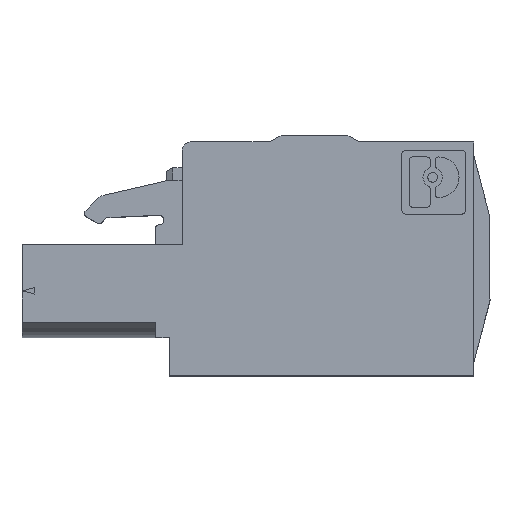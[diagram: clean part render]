
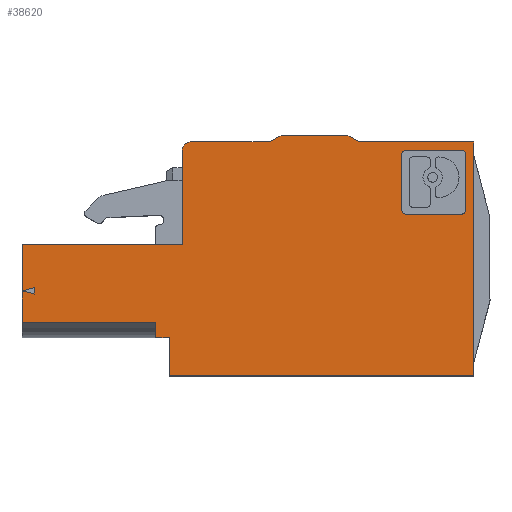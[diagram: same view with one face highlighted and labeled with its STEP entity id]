
A CAD part, top view. The second image highlights one B-rep face of the part: STEP entity #38620.
In plain terms, the highlighted face is planar.
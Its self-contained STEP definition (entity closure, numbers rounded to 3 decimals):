
#3020=CARTESIAN_POINT('',(13.78,0.,38.22));
#3030=DIRECTION('',(0.,1.,0.));
#3040=VECTOR('',#3030,1.);
#3050=LINE('',#3020,#3040);
#3060=CARTESIAN_POINT('',(13.78,21.574,38.22));
#3070=VERTEX_POINT('',#3060);
#3080=CARTESIAN_POINT('',(13.78,21.976,38.22));
#3090=VERTEX_POINT('',#3080);
#3100=EDGE_CURVE('',#3070,#3090,#3050,.T.);
#5720=CARTESIAN_POINT('',(6.2,0.,38.22));
#5730=DIRECTION('',(0.,-1.,0.));
#5740=VECTOR('',#5730,1.);
#5750=LINE('',#5720,#5740);
#5760=CARTESIAN_POINT('',(6.2,19.79,38.22));
#5770=VERTEX_POINT('',#5760);
#5780=CARTESIAN_POINT('',(6.2,18.86,38.22));
#5790=VERTEX_POINT('',#5780);
#5800=EDGE_CURVE('',#5770,#5790,#5750,.T.);
#8010=CARTESIAN_POINT('',(4.53,0.,38.22));
#8020=DIRECTION('',(0.,-1.,0.));
#8030=VECTOR('',#8020,1.);
#8040=LINE('',#8010,#8030);
#8050=CARTESIAN_POINT('',(4.53,30.56,38.22));
#8060=VERTEX_POINT('',#8050);
#8070=CARTESIAN_POINT('',(4.53,24.69,38.22));
#8080=VERTEX_POINT('',#8070);
#8090=EDGE_CURVE('',#8060,#8080,#8040,.T.);
#10010=CARTESIAN_POINT('',(0.,24.69,38.22));
#10020=DIRECTION('',(1.,0.,0.));
#10030=VECTOR('',#10020,1.);
#10040=LINE('',#10010,#10030);
#10050=CARTESIAN_POINT('',(14.53,24.69,38.22));
#10060=VERTEX_POINT('',#10050);
#10070=EDGE_CURVE('',#8080,#10060,#10040,.T.);
#11230=CARTESIAN_POINT('',(-13.67,16.46,38.22));
#11240=VERTEX_POINT('',#11230);
#11270=CARTESIAN_POINT('',(-13.67,0.,38.22));
#11280=DIRECTION('',(0.,1.,0.));
#11290=VECTOR('',#11280,1.);
#11300=LINE('',#11270,#11290);
#11310=CARTESIAN_POINT('',(-13.67,31.06,38.22));
#11320=VERTEX_POINT('',#11310);
#11330=EDGE_CURVE('',#11240,#11320,#11300,.T.);
#15540=CARTESIAN_POINT('',(-1.72,31.46,38.22));
#15550=VERTEX_POINT('',#15540);
#15720=CARTESIAN_POINT('',(-5.72,31.46,38.22));
#15730=VERTEX_POINT('',#15720);
#15760=CARTESIAN_POINT('',(0.,31.46,38.22));
#15770=DIRECTION('',(1.,0.,0.));
#15780=VECTOR('',#15770,1.);
#15790=LINE('',#15760,#15780);
#15800=EDGE_CURVE('',#15730,#15550,#15790,.T.);
#17130=CARTESIAN_POINT('',(0.,25.668,38.22));
#17140=DIRECTION('',(0.966,-0.259,0.));
#17150=VECTOR('',#17140,1.);
#17160=LINE('',#17130,#17150);
#17170=CARTESIAN_POINT('',(14.53,21.775,38.22));
#17180=VERTEX_POINT('',#17170);
#17190=EDGE_CURVE('',#3090,#17180,#17160,.T.);
#26980=CARTESIAN_POINT('',(0.,17.882,38.22));
#26990=DIRECTION('',(-0.966,-0.259,0.));
#27000=VECTOR('',#26990,1.);
#27010=LINE('',#26980,#27000);
#27020=EDGE_CURVE('',#17180,#3070,#27010,.T.);
#29440=CARTESIAN_POINT('',(4.03,30.56,38.22));
#29450=DIRECTION('',(0.,0.,1.));
#29460=DIRECTION('',(0.,1.,0.));
#29470=AXIS2_PLACEMENT_3D('',#29440,#29450,#29460);
#29480=CIRCLE('',#29470,0.5);
#29490=CARTESIAN_POINT('',(4.03,31.06,38.22));
#29500=VERTEX_POINT('',#29490);
#29510=EDGE_CURVE('',#8060,#29500,#29480,.T.);
#31060=CARTESIAN_POINT('',(14.53,19.79,38.22));
#31070=VERTEX_POINT('',#31060);
#31100=CARTESIAN_POINT('',(0.,19.79,38.22));
#31110=DIRECTION('',(1.,0.,0.));
#31120=VECTOR('',#31110,1.);
#31130=LINE('',#31100,#31120);
#31140=EDGE_CURVE('',#5770,#31070,#31130,.T.);
#32770=CARTESIAN_POINT('',(-5.97,31.393,38.22));
#32780=VERTEX_POINT('',#32770);
#32810=CARTESIAN_POINT('',(-5.72,30.96,38.22));
#32820=DIRECTION('',(0.,0.,-1.));
#32830=DIRECTION('',(-1.,0.,0.));
#32840=AXIS2_PLACEMENT_3D('',#32810,#32820,#32830);
#32850=CIRCLE('',#32840,0.5);
#32860=EDGE_CURVE('',#32780,#15730,#32850,.T.);
#33750=CARTESIAN_POINT('',(-13.67,21.438,38.22));
#33760=DIRECTION('',(0.,0.,-1.));
#33770=DIRECTION('',(0.,1.,0.));
#33780=AXIS2_PLACEMENT_3D('',#33750,#33760,#33770);
#33790=PLANE('',#33780);
#35810=CARTESIAN_POINT('',(-13.17,0.,38.22));
#35820=DIRECTION('',(0.,1.,0.));
#35830=VECTOR('',#35820,1.);
#35840=LINE('',#35810,#35830);
#35850=CARTESIAN_POINT('',(-13.17,26.841,38.22));
#35860=VERTEX_POINT('',#35850);
#35870=CARTESIAN_POINT('',(-13.17,30.279,38.22));
#35880=VERTEX_POINT('',#35870);
#35890=EDGE_CURVE('',#35860,#35880,#35840,.T.);
#36120=CARTESIAN_POINT('',(-9.17,0.,38.22));
#36130=DIRECTION('',(0.,1.,0.));
#36140=VECTOR('',#36130,1.);
#36150=LINE('',#36120,#36140);
#36160=CARTESIAN_POINT('',(-9.17,26.841,38.22));
#36170=VERTEX_POINT('',#36160);
#36180=CARTESIAN_POINT('',(-9.17,30.279,38.22));
#36190=VERTEX_POINT('',#36180);
#36200=EDGE_CURVE('',#36170,#36190,#36150,.T.);
#36430=CARTESIAN_POINT('',(-9.451,30.279,38.22));
#36440=DIRECTION('',(0.,0.,-1.));
#36450=DIRECTION('',(-1.,0.,0.));
#36460=AXIS2_PLACEMENT_3D('',#36430,#36440,#36450);
#36470=CIRCLE('',#36460,0.281);
#36480=CARTESIAN_POINT('',(-9.451,30.56,38.22));
#36490=VERTEX_POINT('',#36480);
#36500=EDGE_CURVE('',#36490,#36190,#36470,.T.);
#36680=CARTESIAN_POINT('',(0.,30.56,38.22));
#36690=DIRECTION('',(-1.,0.,0.));
#36700=VECTOR('',#36690,1.);
#36710=LINE('',#36680,#36700);
#36720=CARTESIAN_POINT('',(-12.889,30.56,38.22));
#36730=VERTEX_POINT('',#36720);
#36740=EDGE_CURVE('',#36490,#36730,#36710,.T.);
#36920=CARTESIAN_POINT('',(-12.889,30.279,38.22));
#36930=DIRECTION('',(0.,0.,-1.));
#36940=DIRECTION('',(-1.,0.,0.));
#36950=AXIS2_PLACEMENT_3D('',#36920,#36930,#36940);
#36960=CIRCLE('',#36950,0.281);
#36970=EDGE_CURVE('',#35880,#36730,#36960,.T.);
#37100=CARTESIAN_POINT('',(-12.889,26.841,38.22));
#37110=DIRECTION('',(0.,0.,-1.));
#37120=DIRECTION('',(-1.,0.,0.));
#37130=AXIS2_PLACEMENT_3D('',#37100,#37110,#37120);
#37140=CIRCLE('',#37130,0.281);
#37150=CARTESIAN_POINT('',(-12.889,26.56,38.22));
#37160=VERTEX_POINT('',#37150);
#37170=EDGE_CURVE('',#37160,#35860,#37140,.T.);
#37350=CARTESIAN_POINT('',(0.,26.56,38.22));
#37360=DIRECTION('',(-1.,0.,0.));
#37370=VECTOR('',#37360,1.);
#37380=LINE('',#37350,#37370);
#37390=CARTESIAN_POINT('',(-9.451,26.56,38.22));
#37400=VERTEX_POINT('',#37390);
#37410=EDGE_CURVE('',#37400,#37160,#37380,.T.);
#37590=CARTESIAN_POINT('',(-9.451,26.841,38.22));
#37600=DIRECTION('',(0.,0.,-1.));
#37610=DIRECTION('',(-1.,0.,0.));
#37620=AXIS2_PLACEMENT_3D('',#37590,#37600,#37610);
#37630=CIRCLE('',#37620,0.281);
#37640=EDGE_CURVE('',#36170,#37400,#37630,.T.);
#37720=CARTESIAN_POINT('',(0.,16.46,38.22));
#37730=DIRECTION('',(-1.,0.,0.));
#37740=VECTOR('',#37730,1.);
#37750=LINE('',#37720,#37740);
#37760=CARTESIAN_POINT('',(5.33,16.46,38.22));
#37770=VERTEX_POINT('',#37760);
#37780=EDGE_CURVE('',#37770,#11240,#37750,.T.);
#37790=ORIENTED_EDGE('',*,*,#37780,.T.);
#37800=CARTESIAN_POINT('',(5.33,0.,38.22));
#37810=DIRECTION('',(0.,1.,0.));
#37820=VECTOR('',#37810,1.);
#37830=LINE('',#37800,#37820);
#37840=CARTESIAN_POINT('',(5.33,18.86,38.22));
#37850=VERTEX_POINT('',#37840);
#37860=EDGE_CURVE('',#37770,#37850,#37830,.T.);
#37870=ORIENTED_EDGE('',*,*,#37860,.F.);
#37880=CARTESIAN_POINT('',(0.,18.86,38.22));
#37890=DIRECTION('',(-1.,0.,0.));
#37900=VECTOR('',#37890,1.);
#37910=LINE('',#37880,#37900);
#37920=EDGE_CURVE('',#5790,#37850,#37910,.T.);
#37930=ORIENTED_EDGE('',*,*,#37920,.T.);
#37940=ORIENTED_EDGE('',*,*,#5800,.T.);
#37950=ORIENTED_EDGE('',*,*,#31140,.F.);
#37960=CARTESIAN_POINT('',(14.53,0.,38.22));
#37970=DIRECTION('',(0.,1.,0.));
#37980=VECTOR('',#37970,1.);
#37990=LINE('',#37960,#37980);
#38000=EDGE_CURVE('',#31070,#17180,#37990,.T.);
#38010=ORIENTED_EDGE('',*,*,#38000,.F.);
#38020=ORIENTED_EDGE('',*,*,#27020,.F.);
#38030=ORIENTED_EDGE('',*,*,#3100,.F.);
#38040=ORIENTED_EDGE('',*,*,#17190,.F.);
#38050=EDGE_CURVE('',#17180,#10060,#37990,.T.);
#38060=ORIENTED_EDGE('',*,*,#38050,.F.);
#38070=ORIENTED_EDGE('',*,*,#10070,.T.);
#38080=ORIENTED_EDGE('',*,*,#8090,.T.);
#38090=ORIENTED_EDGE('',*,*,#29510,.F.);
#38100=CARTESIAN_POINT('',(0.,31.06,38.22));
#38110=DIRECTION('',(1.,0.,0.));
#38120=VECTOR('',#38110,1.);
#38130=LINE('',#38100,#38120);
#38140=CARTESIAN_POINT('',(-0.893,31.06,38.22));
#38150=VERTEX_POINT('',#38140);
#38160=EDGE_CURVE('',#38150,#29500,#38130,.T.);
#38170=ORIENTED_EDGE('',*,*,#38160,.T.);
#38180=CARTESIAN_POINT('',(0.,30.544,38.22));
#38190=DIRECTION('',(0.866,-0.5,0.));
#38200=VECTOR('',#38190,1.);
#38210=LINE('',#38180,#38200);
#38220=CARTESIAN_POINT('',(-1.47,31.393,38.22));
#38230=VERTEX_POINT('',#38220);
#38240=EDGE_CURVE('',#38230,#38150,#38210,.T.);
#38250=ORIENTED_EDGE('',*,*,#38240,.T.);
#38260=CARTESIAN_POINT('',(-1.72,30.96,38.22));
#38270=DIRECTION('',(0.,0.,1.));
#38280=DIRECTION('',(1.,0.,0.));
#38290=AXIS2_PLACEMENT_3D('',#38260,#38270,#38280);
#38300=CIRCLE('',#38290,0.5);
#38310=EDGE_CURVE('',#38230,#15550,#38300,.T.);
#38320=ORIENTED_EDGE('',*,*,#38310,.F.);
#38330=ORIENTED_EDGE('',*,*,#15800,.T.);
#38340=ORIENTED_EDGE('',*,*,#32860,.T.);
#38350=CARTESIAN_POINT('',(0.,34.84,38.22));
#38360=DIRECTION('',(0.866,0.5,0.));
#38370=VECTOR('',#38360,1.);
#38380=LINE('',#38350,#38370);
#38390=CARTESIAN_POINT('',(-6.547,31.06,38.22));
#38400=VERTEX_POINT('',#38390);
#38410=EDGE_CURVE('',#38400,#32780,#38380,.T.);
#38420=ORIENTED_EDGE('',*,*,#38410,.T.);
#38430=CARTESIAN_POINT('',(0.,31.06,38.22));
#38440=DIRECTION('',(1.,0.,0.));
#38450=VECTOR('',#38440,1.);
#38460=LINE('',#38430,#38450);
#38470=EDGE_CURVE('',#11320,#38400,#38460,.T.);
#38480=ORIENTED_EDGE('',*,*,#38470,.T.);
#38490=ORIENTED_EDGE('',*,*,#11330,.T.);
#38500=EDGE_LOOP('',(#38490,#38480,#38420,#38340,#38330,#38320,#38250,
#38170,#38090,#38080,#38070,#38060,#38040,#38030,#38020,#38010,#37950,
#37940,#37930,#37870,#37790));
#38510=FACE_OUTER_BOUND('',#38500,.T.);
#38520=ORIENTED_EDGE('',*,*,#37410,.F.);
#38530=ORIENTED_EDGE('',*,*,#37170,.F.);
#38540=ORIENTED_EDGE('',*,*,#35890,.F.);
#38550=ORIENTED_EDGE('',*,*,#36970,.F.);
#38560=ORIENTED_EDGE('',*,*,#36740,.T.);
#38570=ORIENTED_EDGE('',*,*,#36500,.F.);
#38580=ORIENTED_EDGE('',*,*,#36200,.T.);
#38590=ORIENTED_EDGE('',*,*,#37640,.F.);
#38600=EDGE_LOOP('',(#38590,#38580,#38570,#38560,#38550,#38540,#38530,
#38520));
#38610=FACE_BOUND('',#38600,.T.);
#38620=ADVANCED_FACE('',(#38510,#38610),#33790,.T.);
